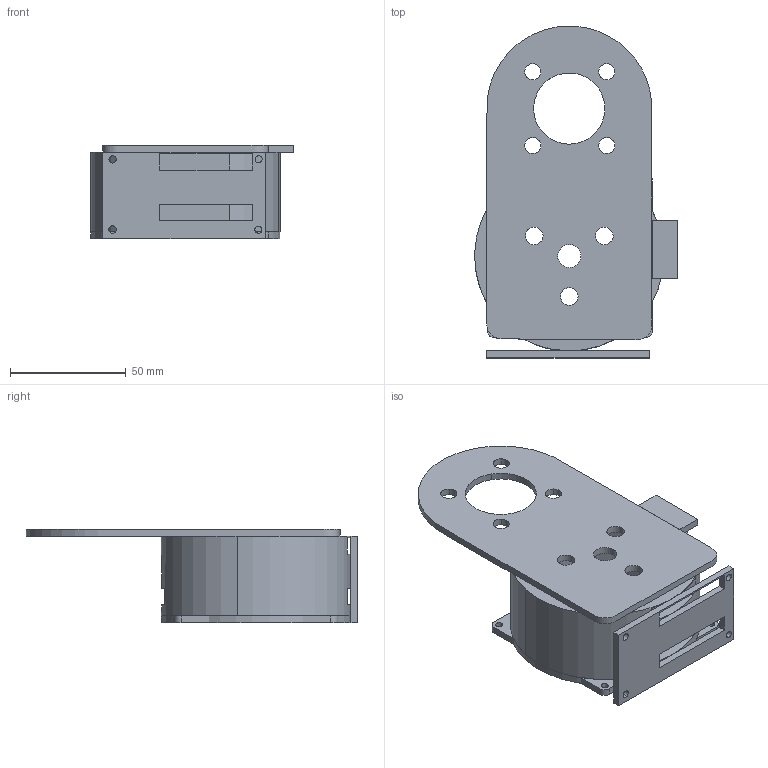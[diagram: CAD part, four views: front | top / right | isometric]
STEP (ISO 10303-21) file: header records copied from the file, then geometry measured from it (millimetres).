
FILE_DESCRIPTION(/* description */ (''),/* implementation_level */ '2;1');
FILE_NAME(/* name */ 'part2-bottom',/* time_stamp */ '2024-11-03T15:46:54Z',/* author */ (''),/* organization */ (''),/* preprocessor_version */ 'ST-DEVELOPER v19.2',/* originating_system */ 'Rhino 8.12',/* authorisation */ '');
FILE_SCHEMA (('CONFIG_CONTROL_DESIGN'));
Length unit declared in the file: centimetre
Products named in the file (1): Document
Bounding box: 87.77 x 143.57 x 40.57 mm (x, y, z)
Volume: 66569 mm3; surface area: 56108.8 mm2
Topology: 6 solids, 7 shells, 99 faces, 252 edges, 169 vertices
Faces by surface type: plane 50, cylinder 48, bspline 1
Entity records: 3498 total; most frequent: CARTESIAN_POINT 1288, ORIENTED_EDGE 492, EDGE_CURVE 247, DIRECTION 246, AXIS2_PLACEMENT_3D 172, VERTEX_POINT 165, B_SPLINE_CURVE_WITH_KNOTS 160, EDGE_LOOP 146
